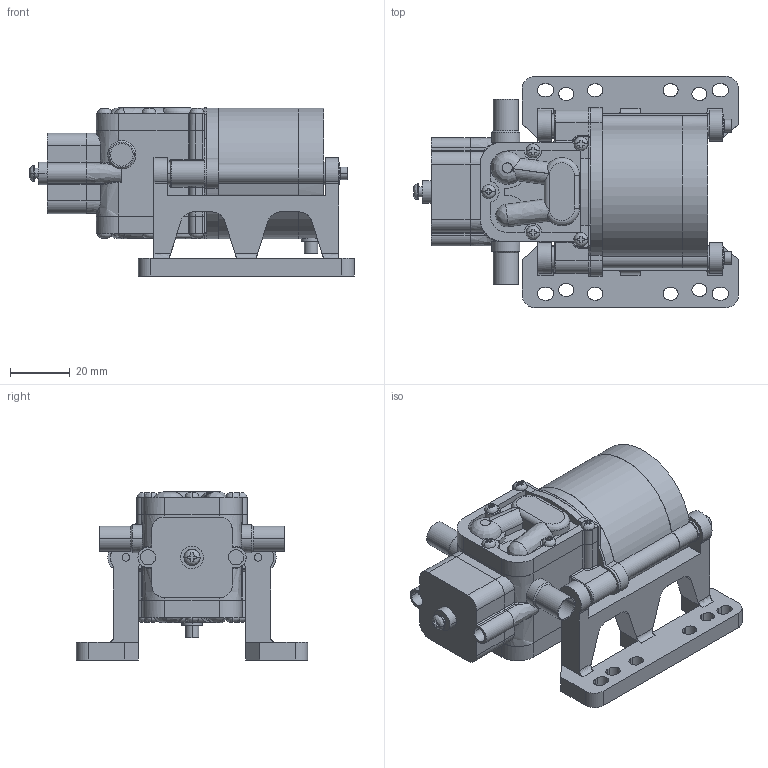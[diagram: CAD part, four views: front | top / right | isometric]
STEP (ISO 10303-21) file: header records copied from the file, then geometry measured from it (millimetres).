
FILE_DESCRIPTION(('FreeCAD Model'),'2;1');
FILE_NAME('Open CASCADE Shape Model','2025-04-26T17:05:38',('FreeCAD'),( 'FreeCAD'),'Open CASCADE STEP processor 7.6','FreeCAD','Unknown');
FILE_SCHEMA(('AUTOMOTIVE_DESIGN { 1 0 10303 214 1 1 1 1 }'));
Length unit declared in the file: millimetre
Products named in the file (1): Open CASCADE STEP translator 7.6 1
Bounding box: 108.69 x 77.37 x 56.22 mm (x, y, z)
Volume: 150801.6 mm3; surface area: 52704.7 mm2
Topology: 29 solids, 29 shells, 749 faces, 2027 edges, 1324 vertices
Faces by surface type: bspline 749
Entity records: 24849 total; most frequent: CARTESIAN_POINT 13083, ORIENTED_EDGE 4042, EDGE_CURVE 2021, B_SPLINE_CURVE_WITH_KNOTS 1442, VERTEX_POINT 1324, FACE_BOUND 827, EDGE_LOOP 827, ADVANCED_FACE 749
